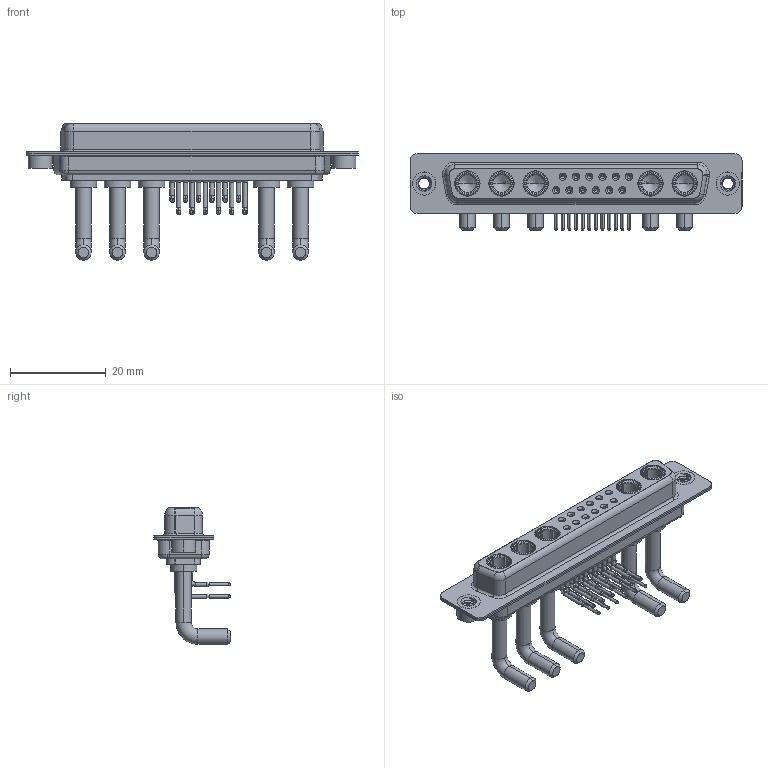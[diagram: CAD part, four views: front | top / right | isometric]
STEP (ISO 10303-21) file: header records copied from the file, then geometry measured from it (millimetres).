
FILE_DESCRIPTION (( 'STEP AP203' ), '1' );
FILE_NAME ('630-17W5650-3T2.STEP', '2022-06-07T01:08:53', ( '' ), ( '' ), 'SwSTEP 2.0', 'SolidWorks 2020', '' );
FILE_SCHEMA (( 'CONFIG_CONTROL_DESIGN' ));
Length unit declared in the file: millimetre
Products named in the file (8): 630Combo Contact Row 1; 630Combo Threaded Rivet_2; 630-17W5650-3T2; 630Combo Housing_17W5; 630Combo Shell Rear_37 Contacts; Power Socket_Ext 30A RA; 630Combo Contact Row 2; 630Combo Shell Front_37 Contacts
Assembly tree (22 placements, depth 2):
  630-17W5650-3T2
    630Combo Housing_17W5
    630Combo Shell Front_37 Contacts
    630Combo Shell Rear_37 Contacts
    630Combo Threaded Rivet_2  x2
    Power Socket_Ext 30A RA  x5
    630Combo Contact Row 1  x6
    630Combo Contact Row 2  x6
Bounding box: 69.4 x 16 x 28.53 mm (x, y, z)
Volume: 6102.4 mm3; surface area: 12834.4 mm2
Topology: 27 solids, 27 shells, 1305 faces, 3335 edges, 2112 vertices
Faces by surface type: cylinder 538, plane 392, cone 229, torus 87, bspline 59
Entity records: 20214 total; most frequent: CARTESIAN_POINT 4941, DIRECTION 3175, ORIENTED_EDGE 2792, EDGE_CURVE 1396, AXIS2_PLACEMENT_3D 1315, VERTEX_POINT 890, CIRCLE 722, EDGE_LOOP 686
